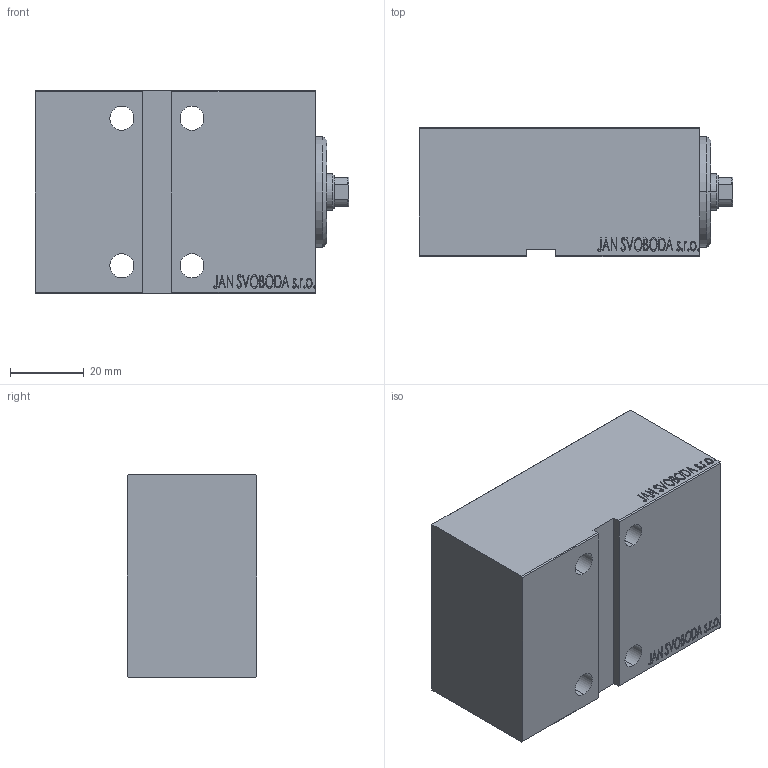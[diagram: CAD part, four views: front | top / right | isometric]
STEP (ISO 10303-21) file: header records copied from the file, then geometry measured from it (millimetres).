
FILE_DESCRIPTION (( 'STEP AP203' ), '1' );
FILE_NAME ('fe61.STEP', '2022-04-17T02:36:42', ( '' ), ( '' ), 'SwSTEP 2.0', 'SolidWorks 2019', '' );
FILE_SCHEMA (( 'CONFIG_CONTROL_DESIGN' ));
Length unit declared in the file: millimetre
Products named in the file (4): V450CM_VC_B a4cca90b55d373917ca9d25492c3c530; V450CM_E_VCP a4cca90b55d373917ca9d25492c3c530; fe61; V450CM_E_Body a4cca90b55d373917ca9d25492c3c530
Assembly tree (3 placements, depth 2):
  fe61
    V450CM_E_Body a4cca90b55d373917ca9d25492c3c530
    V450CM_E_VCP a4cca90b55d373917ca9d25492c3c530
    V450CM_VC_B a4cca90b55d373917ca9d25492c3c530
Bounding box: 85 x 35 x 55 mm (x, y, z)
Volume: 132550.9 mm3; surface area: 32406.4 mm2
Topology: 3 solids, 3 shells, 862 faces, 2219 edges, 1471 vertices
Faces by surface type: plane 412, bspline 380, cylinder 56, cone 14
Entity records: 43399 total; most frequent: CARTESIAN_POINT 24484, ORIENTED_EDGE 4434, DIRECTION 2543, EDGE_CURVE 2217, VERTEX_POINT 1471, VECTOR 1319, LINE 1319, EDGE_LOOP 986
